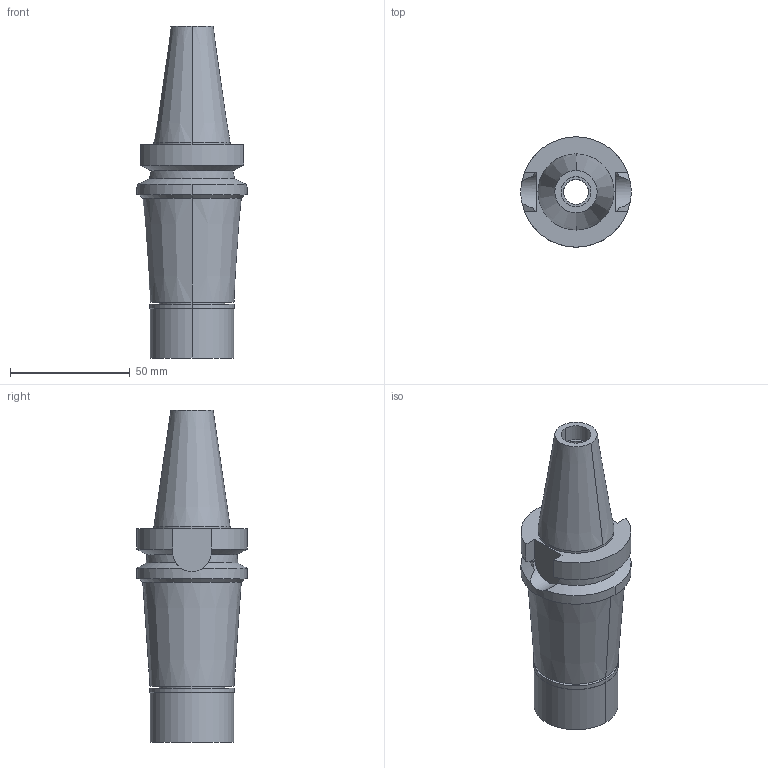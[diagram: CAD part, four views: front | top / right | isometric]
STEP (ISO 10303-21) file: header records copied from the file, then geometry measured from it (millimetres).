
FILE_DESCRIPTION (( 'STEP AP203' ), '1' );
FILE_NAME ('BBT30-MEGA10E-90.stp', '2019-06-25T20:32:02', ( '' ), ( '' ), 'SwSTEP 2.0', 'SolidWorks 2019', '' );
FILE_SCHEMA (( 'CONFIG_CONTROL_DESIGN' ));
Length unit declared in the file: millimetre
Products named in the file (7): BBT30-MEGA10E-90_1.stp; BBT30-MEGA10E-90; BBT30ME10090-100_ASM.stp; MEN10_1.stp; BBT30-MEGA10E-90-100.stp; BBT30-MEGA10E-90-100-FreeParts; DXF_TEMP_ASSY_ASM_4_ASM.stp
Assembly tree (5 placements, depth 5):
  BBT30-MEGA10E-90
    BBT30-MEGA10E-90-100.stp
      BBT30ME10090-100_ASM.stp
        DXF_TEMP_ASSY_ASM_4_ASM.stp
          BBT30-MEGA10E-90_1.stp
          MEN10_1.stp
  BBT30-MEGA10E-90-100-FreeParts
Bounding box: 46 x 46 x 138.4 mm (x, y, z)
Volume: 111041.8 mm3; surface area: 27008.1 mm2
Topology: 2 solids, 2 shells, 79 faces, 175 edges, 111 vertices
Faces by surface type: cylinder 38, plane 21, cone 20
Entity records: 3032 total; most frequent: CARTESIAN_POINT 517, DIRECTION 426, ORIENTED_EDGE 350, AXIS2_PLACEMENT_3D 180, EDGE_CURVE 175, VERTEX_POINT 111, EDGE_LOOP 94, CIRCLE 90
